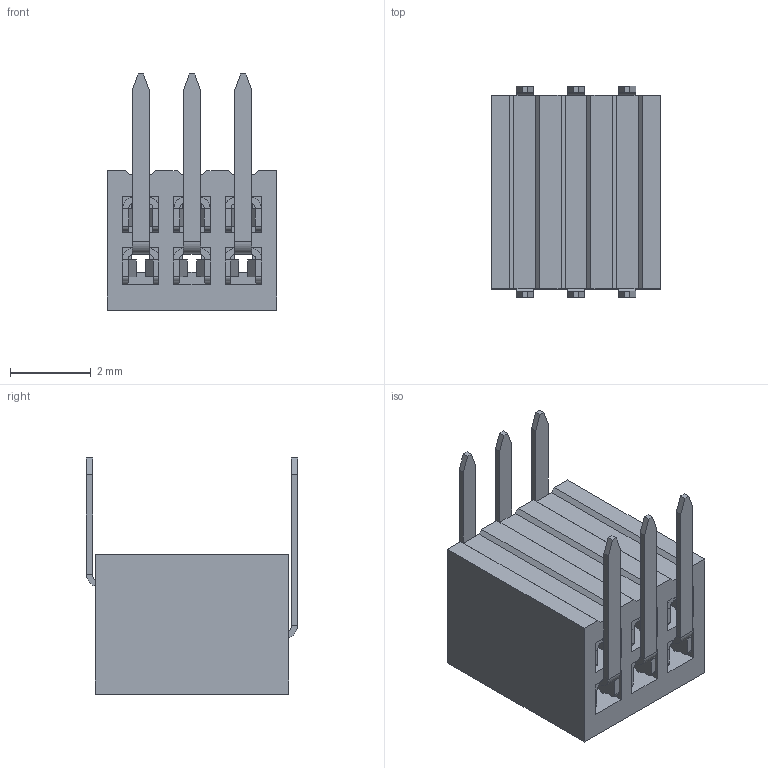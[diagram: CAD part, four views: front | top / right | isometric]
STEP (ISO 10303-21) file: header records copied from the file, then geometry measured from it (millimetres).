
FILE_DESCRIPTION(('STEP AP242'),'1');
FILE_NAME('m50-3200345.stp','2024-10-09T02:48:56',('TraceParts'),('TraceParts S.A.'),'Spatial InterOp 3D',' ',' ');
FILE_SCHEMA(('AP242_MANAGED_MODEL_BASED_3D_ENGINEERING_MIM_LF {1 0 10303 442 1 1 4}'));
Length unit declared in the file: millimetre
Products named in the file (1): m50-3200345_1
Bounding box: 4.21 x 5.23 x 5.85 mm (x, y, z)
Volume: 54.2 mm3; surface area: 325.9 mm2
Topology: 7 solids, 7 shells, 733 faces, 1857 edges, 1144 vertices
Faces by surface type: plane 523, cylinder 210
Entity records: 22287 total; most frequent: CARTESIAN_POINT 4347, DIRECTION 3757, ORIENTED_EDGE 3714, EDGE_CURVE 1857, LINE 1329, VECTOR 1329, AXIS2_PLACEMENT_3D 1214, VERTEX_POINT 1144
